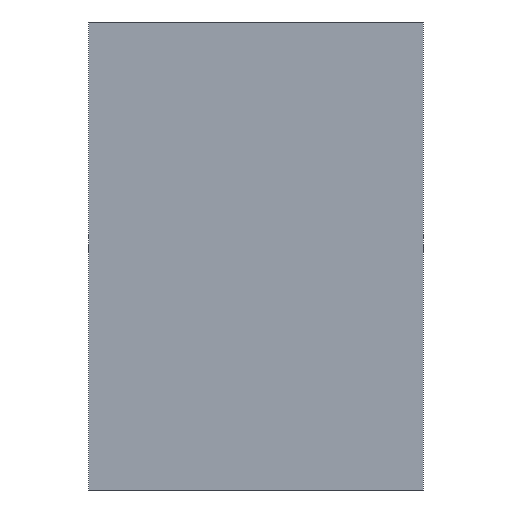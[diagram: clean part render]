
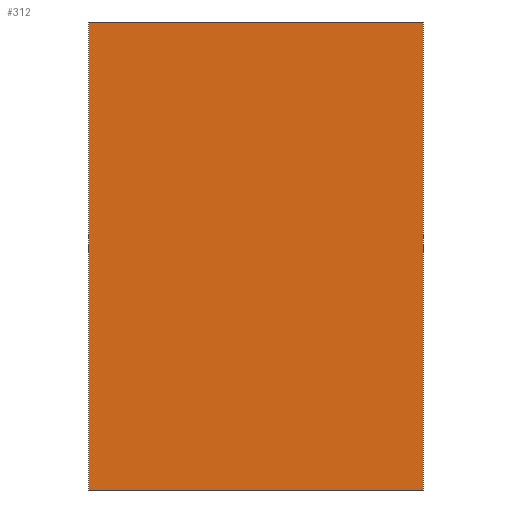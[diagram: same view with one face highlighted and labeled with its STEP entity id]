
A CAD part, front view. The second image highlights one B-rep face of the part: STEP entity #312.
In plain terms, the highlighted planar face has unit normal (0, -1, 0).
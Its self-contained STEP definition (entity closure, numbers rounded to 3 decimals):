
#1 = EDGE_CURVE ( 'NONE', #71, #135, #175, .T. ) ;
#19 = CARTESIAN_POINT ( 'NONE',  ( 0., -50.001, 350. ) ) ;
#29 = EDGE_CURVE ( 'NONE', #71, #114, #302, .T. ) ;
#33 = DIRECTION ( 'NONE',  ( 0., 1., 0. ) ) ;
#36 = PLANE ( 'NONE',  #329 ) ;
#43 = ORIENTED_EDGE ( 'NONE', *, *, #1, .F. ) ;
#71 = VERTEX_POINT ( 'NONE', #248 ) ;
#73 = ORIENTED_EDGE ( 'NONE', *, *, #297, .F. ) ;
#75 = FACE_OUTER_BOUND ( 'NONE', #115, .T. ) ;
#93 = DIRECTION ( 'NONE',  ( 1., 0., 0. ) ) ;
#103 = CARTESIAN_POINT ( 'NONE',  ( 125.001, -50.001, 350. ) ) ;
#105 = VECTOR ( 'NONE', #131, 1000. ) ;
#114 = VERTEX_POINT ( 'NONE', #164 ) ;
#115 = EDGE_LOOP ( 'NONE', ( #258, #73, #43, #128 ) ) ;
#128 = ORIENTED_EDGE ( 'NONE', *, *, #29, .T. ) ;
#131 = DIRECTION ( 'NONE',  ( 0., 0., -1. ) ) ;
#135 = VERTEX_POINT ( 'NONE', #161 ) ;
#161 = CARTESIAN_POINT ( 'NONE',  ( 125.001, -50.001, 350. ) ) ;
#164 = CARTESIAN_POINT ( 'NONE',  ( -125.001, -50.001, 0. ) ) ;
#175 = LINE ( 'NONE', #184, #198 ) ;
#184 = CARTESIAN_POINT ( 'NONE',  ( 0., -50.001, 350. ) ) ;
#185 = LINE ( 'NONE', #241, #204 ) ;
#197 = DIRECTION ( 'NONE',  ( 1., 0., 0. ) ) ;
#198 = VECTOR ( 'NONE', #93, 1000. ) ;
#204 = VECTOR ( 'NONE', #197, 1000. ) ;
#220 = EDGE_CURVE ( 'NONE', #114, #316, #185, .T. ) ;
#241 = CARTESIAN_POINT ( 'NONE',  ( 0., -50.001, 0. ) ) ;
#248 = CARTESIAN_POINT ( 'NONE',  ( -125.001, -50.001, 350. ) ) ;
#258 = ORIENTED_EDGE ( 'NONE', *, *, #220, .T. ) ;
#262 = CARTESIAN_POINT ( 'NONE',  ( 125.001, -50.001, 0. ) ) ;
#266 = LINE ( 'NONE', #103, #105 ) ;
#287 = CARTESIAN_POINT ( 'NONE',  ( -125.001, -50.001, 350. ) ) ;
#297 = EDGE_CURVE ( 'NONE', #135, #316, #266, .T. ) ;
#300 = VECTOR ( 'NONE', #306, 1000. ) ;
#302 = LINE ( 'NONE', #287, #300 ) ;
#306 = DIRECTION ( 'NONE',  ( 0., 0., -1. ) ) ;
#312 = ADVANCED_FACE ( 'NONE', ( #75 ), #36, .F. ) ;
#316 = VERTEX_POINT ( 'NONE', #262 ) ;
#329 = AXIS2_PLACEMENT_3D ( 'NONE', #19, #33, #338 ) ;
#338 = DIRECTION ( 'NONE',  ( 0., 0., 1. ) ) ;
